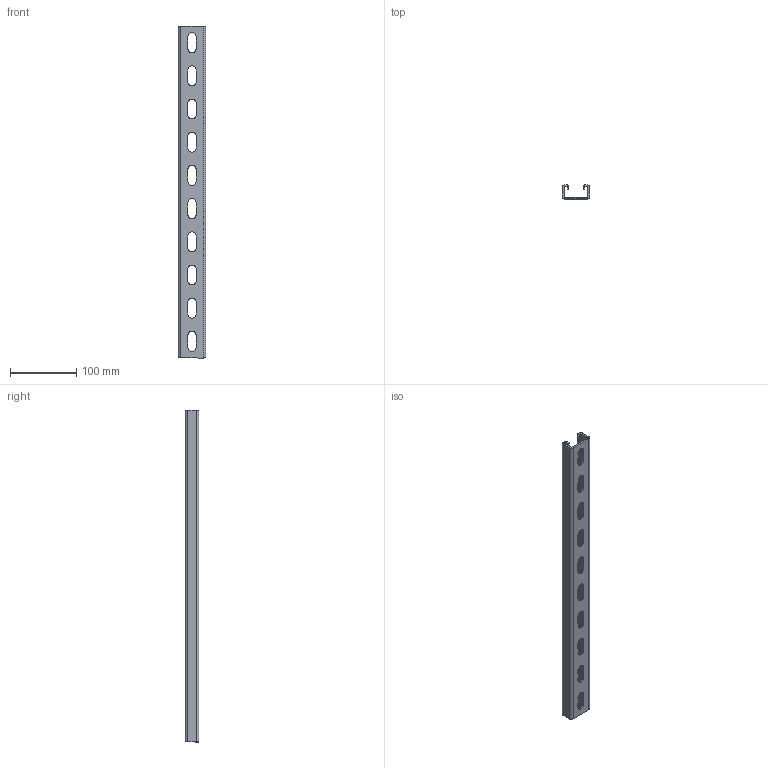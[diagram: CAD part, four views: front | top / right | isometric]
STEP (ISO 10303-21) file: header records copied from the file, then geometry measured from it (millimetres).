
FILE_DESCRIPTION (( 'STEP AP203' ), '1' );
FILE_NAME ('STRUT-镳铘桦黖h21-500.step', '2022-01-25T08:55:11', ( '' ), ( '' ), 'SwSTEP 2.0', 'SolidWorks 2017', '' );
FILE_SCHEMA (( 'CONFIG_CONTROL_DESIGN' ));
Length unit declared in the file: millimetre
Products named in the file (1): STRUT-镳铘桦黖h21-500
Bounding box: 41 x 21 x 500 mm (x, y, z)
Volume: 108012.6 mm3; surface area: 93855.8 mm2
Topology: 1 solids, 1 shells, 862 faces, 2580 edges, 1720 vertices
Faces by surface type: plane 836, cylinder 26
Entity records: 28573 total; most frequent: CARTESIAN_POINT 5163, ORIENTED_EDGE 5160, DIRECTION 4358, EDGE_CURVE 2580, LINE 2528, VECTOR 2528, VERTEX_POINT 1720, AXIS2_PLACEMENT_3D 915
